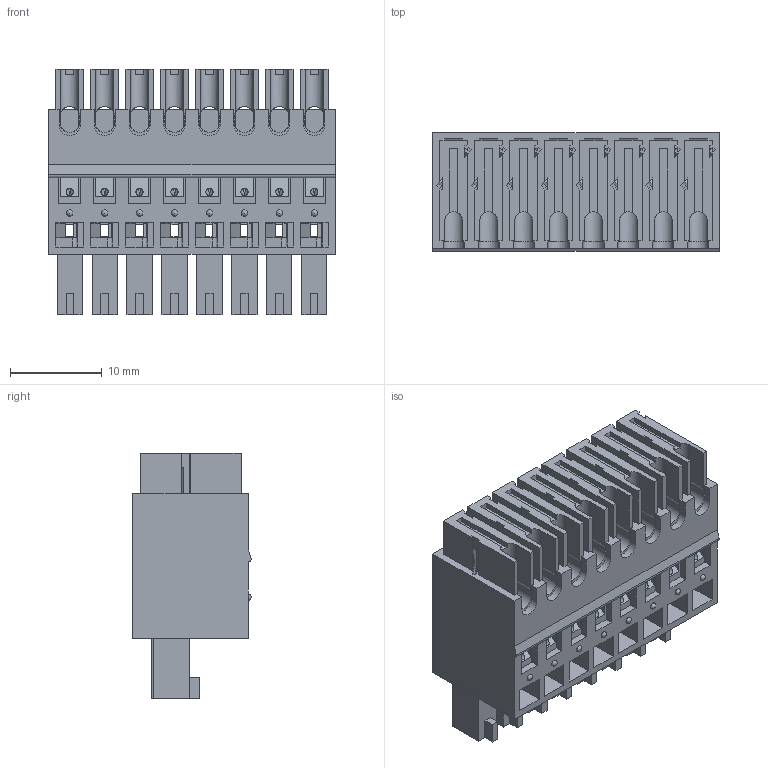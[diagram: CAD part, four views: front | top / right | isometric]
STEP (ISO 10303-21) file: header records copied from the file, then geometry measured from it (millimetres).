
FILE_DESCRIPTION( ( 'Unknown' ), '1' );
FILE_NAME( '691358310008.stp', 'Unknown', ( 'Unknown' ), ( 'Unknown' ), 'PSStep 18.0.17', 'Unknown', ' ' );
FILE_SCHEMA( ( 'AUTOMOTIVE_DESIGN { 1 0 10303 214 1 1 1 1 }' ) );
Length unit declared in the file: millimetre
Products named in the file (4): Assem1; 691(358310)(359340)0xx_Actuator; 6913583100xx; 691358310008
Assembly tree (17 placements, depth 2):
  Assem1
    691(358310)(359340)0xx_Actuator  x8
    6913583100xx  x8
    691358310008
Bounding box: 31.27 x 12.9 x 26.8 mm (x, y, z)
Volume: 4789 mm3; surface area: 14306 mm2
Topology: 17 solids, 17 shells, 2065 faces, 5821 edges, 3798 vertices
Faces by surface type: plane 1624, cylinder 409, bspline 16, torus 8, revolution 8
Full cylindrical faces by diameter (mm): 0.8 x8, 1.2 x8, 2.1 x8
Entity records: 34084 total; most frequent: CARTESIAN_POINT 4956, ORIENTED_EDGE 4810, DIRECTION 4288, EDGE_CURVE 2405, LINE 2200, VECTOR 2200, VERTEX_POINT 1598, AXIS2_PLACEMENT_3D 1040
